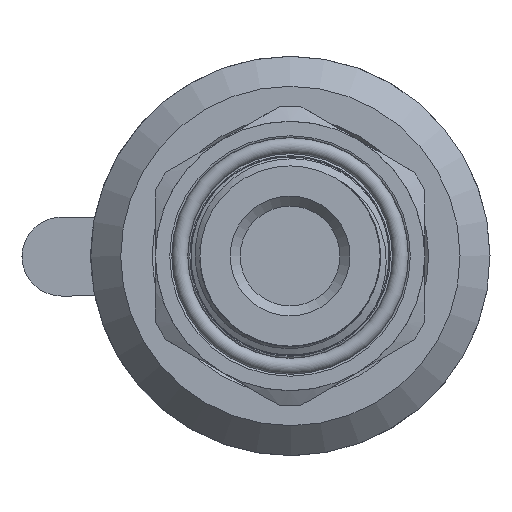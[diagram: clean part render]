
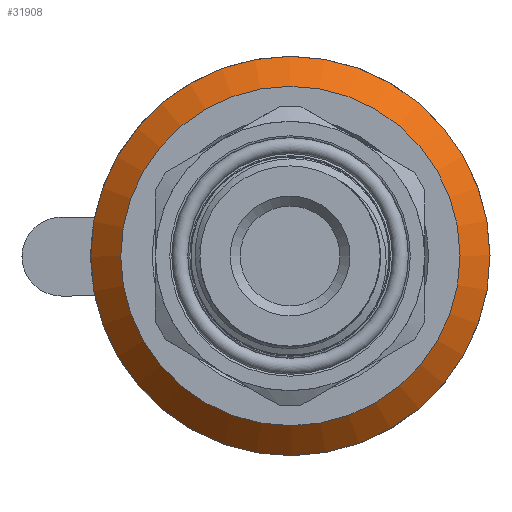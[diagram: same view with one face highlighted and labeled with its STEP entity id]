
A CAD part, left-side view. The second image highlights one B-rep face of the part: STEP entity #31908.
In plain terms, the highlighted conical face has half-angle 45 degrees and reference radius 18.5 mm.
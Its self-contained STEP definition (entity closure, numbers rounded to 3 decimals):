
#596=CONICAL_SURFACE('',#34200,18.5,0.785);
#3011=FACE_OUTER_BOUND('',#4845,.T.);
#4845=EDGE_LOOP('',(#27727,#27728,#27729,#27730));
#5879=CIRCLE('',#34199,20.);
#5880=CIRCLE('',#34201,17.);
#9624=LINE('',#71188,#12607);
#12607=VECTOR('',#40692,18.5);
#15295=VERTEX_POINT('',#71183);
#15296=VERTEX_POINT('',#71187);
#19585=EDGE_CURVE('',#15295,#15295,#5879,.T.);
#19586=EDGE_CURVE('',#15295,#15296,#9624,.T.);
#19587=EDGE_CURVE('',#15296,#15296,#5880,.T.);
#27727=ORIENTED_EDGE('',*,*,#19585,.F.);
#27728=ORIENTED_EDGE('',*,*,#19586,.T.);
#27729=ORIENTED_EDGE('',*,*,#19587,.T.);
#27730=ORIENTED_EDGE('',*,*,#19586,.F.);
#31908=ADVANCED_FACE('',(#3011),#596,.T.);
#34199=AXIS2_PLACEMENT_3D('',#71185,#40688,#40689);
#34200=AXIS2_PLACEMENT_3D('',#71186,#40690,#40691);
#34201=AXIS2_PLACEMENT_3D('',#71189,#40693,#40694);
#40688=DIRECTION('center_axis',(-1.,0.,0.));
#40689=DIRECTION('ref_axis',(0.,0.,
-1.));
#40690=DIRECTION('center_axis',(-1.,0.,0.));
#40691=DIRECTION('ref_axis',(0.,-1.,0.));
#40692=DIRECTION('',(0.707,-0.707,0.));
#40693=DIRECTION('center_axis',(-1.,0.,0.));
#40694=DIRECTION('ref_axis',(0.,0.,
-1.));
#71183=CARTESIAN_POINT('',(21.,20.,0.));
#71185=CARTESIAN_POINT('Origin',(21.,0.,0.));
#71186=CARTESIAN_POINT('Origin',(22.5,0.,0.));
#71187=CARTESIAN_POINT('',(24.,17.,0.));
#71188=CARTESIAN_POINT('',(22.5,18.5,0.));
#71189=CARTESIAN_POINT('Origin',(24.,0.,0.));
